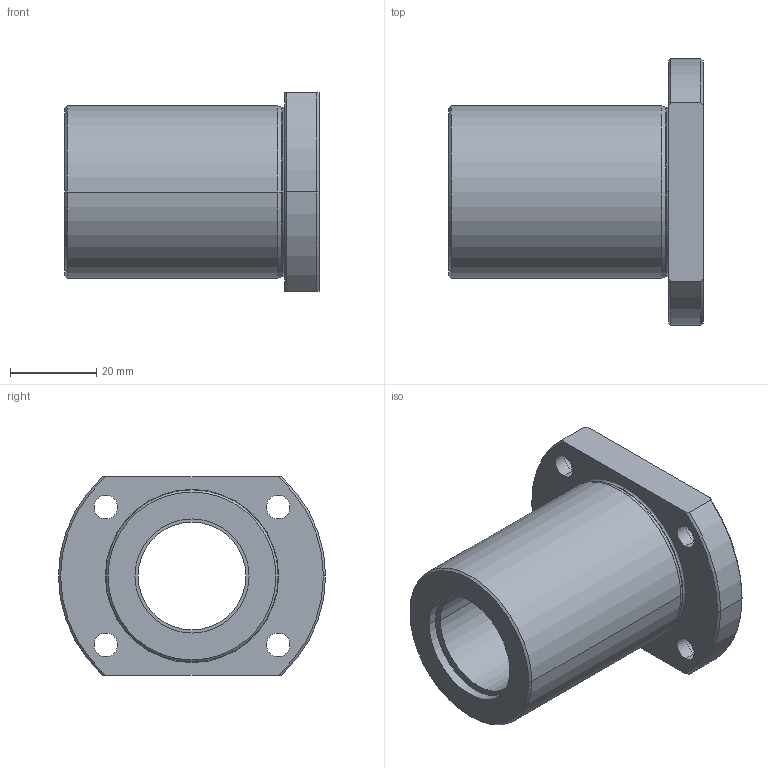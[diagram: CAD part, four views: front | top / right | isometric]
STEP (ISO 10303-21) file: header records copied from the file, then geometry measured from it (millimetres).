
FILE_DESCRIPTION( ( '' ), '1' );
FILE_NAME( 'SMT25UU.stp', '2015-05-13T12:44:46', ( '' ), ( '' ), ' ', ' ', ' ' );
FILE_SCHEMA( ( 'CONFIG_CONTROL_DESIGN' ) );
Length unit declared in the file: millimetre
Products named in the file (1): 1
Bounding box: 59 x 62 x 46 mm (x, y, z)
Volume: 53553.5 mm3; surface area: 17786 mm2
Topology: 1 solids, 1 shells, 61 faces, 141 edges, 91 vertices
Faces by surface type: cylinder 32, plane 13, cone 12, torus 4
Entity records: 1826 total; most frequent: DIRECTION 344, CARTESIAN_POINT 310, ORIENTED_EDGE 282, AXIS2_PLACEMENT_3D 149, EDGE_CURVE 141, VERTEX_POINT 91, CIRCLE 87, EDGE_LOOP 80
